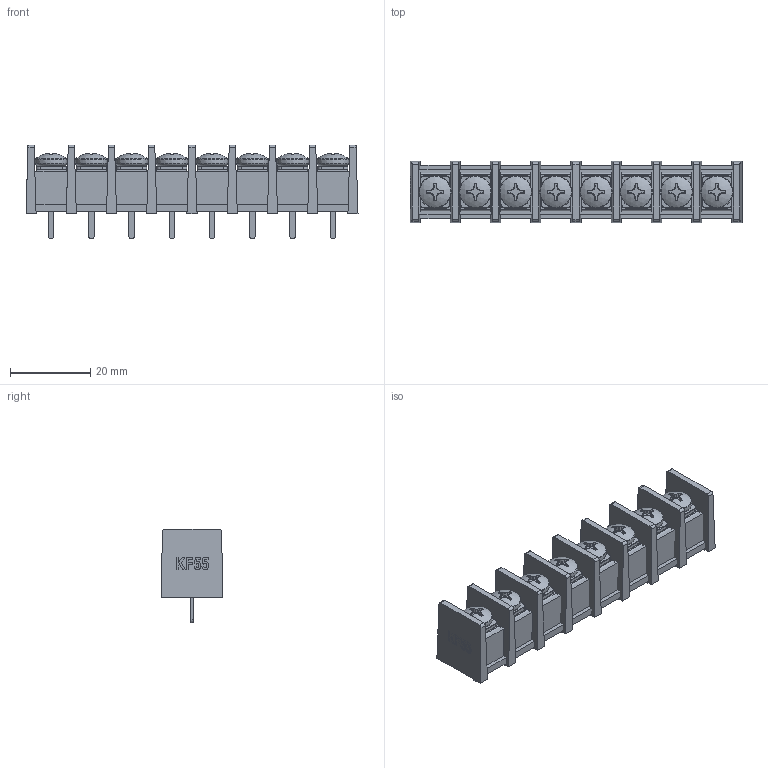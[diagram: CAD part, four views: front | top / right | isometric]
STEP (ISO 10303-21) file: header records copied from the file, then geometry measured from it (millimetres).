
FILE_DESCRIPTION(/* description */ (''),/* implementation_level */ '2;1');
FILE_NAME(/* name */ 'KF55C-10.0-08P.step',/* time_stamp */ '2025-04-17T15:06:32+03:00',/* author */ (''),/* organization */ (''),/* preprocessor_version */ 'ST-DEVELOPER v20.1',/* originating_system */ 'Autodesk Translation Framework v14.4.0.0',/* authorisation */ '');
FILE_SCHEMA (('AUTOMOTIVE_DESIGN { 1 0 10303 214 3 1 1 }'));
Length unit declared in the file: millimetre
Products named in the file (5): KF55C-10.0_parametric; Plastic; 92000A216_NO THREADS_Passivated 18-8 Stainless Steel Pan Head Phillip
s Screws; Washer; Pin
Assembly tree (25 placements, depth 2):
  KF55C-10.0_parametric
    Pin  x8
    Washer  x8
    92000A216_NO THREADS_Passivated 18-8 Stainless Steel Pan Head Phillip
s Screws  x8
    Plastic
Bounding box: 82.5 x 15.3 x 23.2 mm (x, y, z)
Volume: 15866.1 mm3; surface area: 13267.9 mm2
Topology: 39 solids, 39 shells, 909 faces, 2250 edges, 1444 vertices
Faces by surface type: plane 407, cylinder 258, bspline 100, torus 96, cone 40, sphere 8
Full cylindrical faces by diameter (mm): 3.8 x8, 4 x16
Entity records: 8955 total; most frequent: CARTESIAN_POINT 2531, ORIENTED_EDGE 1308, DIRECTION 1232, EDGE_CURVE 654, VERTEX_POINT 429, LINE 426, VECTOR 426, AXIS2_PLACEMENT_3D 403
